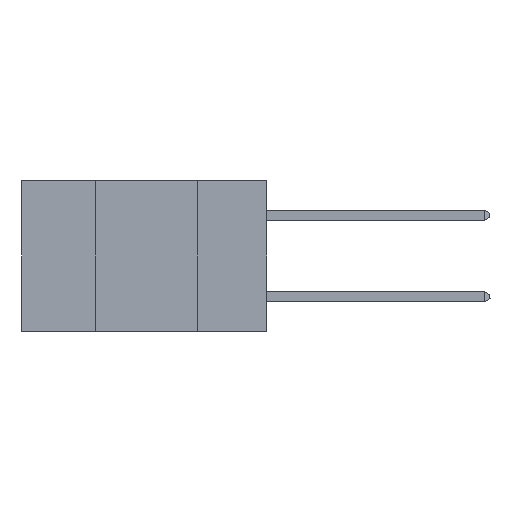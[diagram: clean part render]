
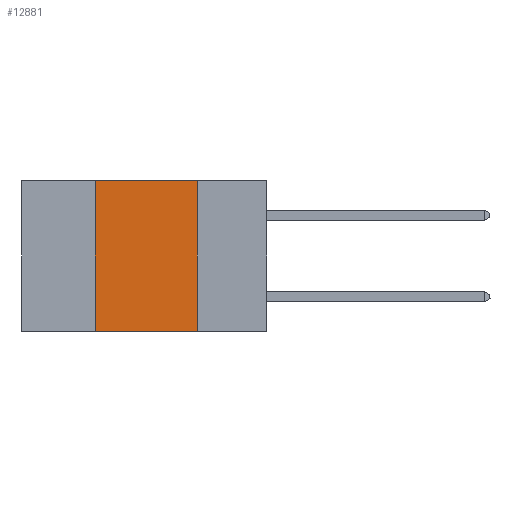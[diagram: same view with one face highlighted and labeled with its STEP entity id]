
A CAD part, left-side view. The second image highlights one B-rep face of the part: STEP entity #12881.
In plain terms, the highlighted planar face has unit normal (-1, 0, 0).
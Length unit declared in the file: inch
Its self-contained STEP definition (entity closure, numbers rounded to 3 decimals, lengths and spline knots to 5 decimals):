
#1584 = DIRECTION ( 'NONE',  ( 0., -1., 0. ) ) ;
#1876 = PLANE ( 'NONE',  #20002 ) ;
#2354 = EDGE_CURVE ( 'NONE', #14834, #18322, #19939, .T. ) ;
#2455 = VECTOR ( 'NONE', #13377, 39.37008 ) ;
#2906 = ORIENTED_EDGE ( 'NONE', *, *, #18586, .F. ) ;
#3504 = DIRECTION ( 'NONE',  ( 1., 0., 0. ) ) ;
#3991 = EDGE_CURVE ( 'NONE', #20321, #18322, #5751, .T. ) ;
#4132 = CARTESIAN_POINT ( 'NONE',  ( 0., 0.6, 0. ) ) ;
#4616 = CARTESIAN_POINT ( 'NONE',  ( 0., 0.17, 0. ) ) ;
#5227 = VECTOR ( 'NONE', #1584, 39.37008 ) ;
#5751 = LINE ( 'NONE', #9692, #5227 ) ;
#5811 = DIRECTION ( 'NONE',  ( 0., -1., 0. ) ) ;
#6064 = ORIENTED_EDGE ( 'NONE', *, *, #16745, .F. ) ;
#6715 = VECTOR ( 'NONE', #5811, 39.37008 ) ;
#8354 = CARTESIAN_POINT ( 'NONE',  ( 0., 0.6, 0. ) ) ;
#8484 = VECTOR ( 'NONE', #11871, 39.37008 ) ;
#8659 = VERTEX_POINT ( 'NONE', #18650 ) ;
#8705 = CARTESIAN_POINT ( 'NONE',  ( 0., 0.42, 0. ) ) ;
#9692 = CARTESIAN_POINT ( 'NONE',  ( 0., 0.6, -0.37 ) ) ;
#9702 = CARTESIAN_POINT ( 'NONE',  ( 0., 0.17, -0.37 ) ) ;
#11871 = DIRECTION ( 'NONE',  ( 0., 0., 1. ) ) ;
#12001 = LINE ( 'NONE', #4132, #6715 ) ;
#12140 = FACE_OUTER_BOUND ( 'NONE', #14970, .T. ) ;
#12417 = CARTESIAN_POINT ( 'NONE',  ( 0., 0.17, 0. ) ) ;
#12881 = ADVANCED_FACE ( 'NONE', ( #12140 ), #1876, .F. ) ;
#12983 = ORIENTED_EDGE ( 'NONE', *, *, #3991, .T. ) ;
#13377 = DIRECTION ( 'NONE',  ( 0., 0., -1. ) ) ;
#14337 = ORIENTED_EDGE ( 'NONE', *, *, #2354, .F. ) ;
#14834 = VERTEX_POINT ( 'NONE', #4616 ) ;
#14839 = DIRECTION ( 'NONE',  ( 0., 0., -1. ) ) ;
#14970 = EDGE_LOOP ( 'NONE', ( #14337, #6064, #2906, #12983 ) ) ;
#16745 = EDGE_CURVE ( 'NONE', #8659, #14834, #12001, .T. ) ;
#17557 = CARTESIAN_POINT ( 'NONE',  ( 0., 0.42, -0.37 ) ) ;
#18322 = VERTEX_POINT ( 'NONE', #9702 ) ;
#18586 = EDGE_CURVE ( 'NONE', #20321, #8659, #20608, .T. ) ;
#18650 = CARTESIAN_POINT ( 'NONE',  ( 0., 0.42, 0. ) ) ;
#19939 = LINE ( 'NONE', #12417, #2455 ) ;
#20002 = AXIS2_PLACEMENT_3D ( 'NONE', #8354, #3504, #14839 ) ;
#20321 = VERTEX_POINT ( 'NONE', #17557 ) ;
#20608 = LINE ( 'NONE', #8705, #8484 ) ;
